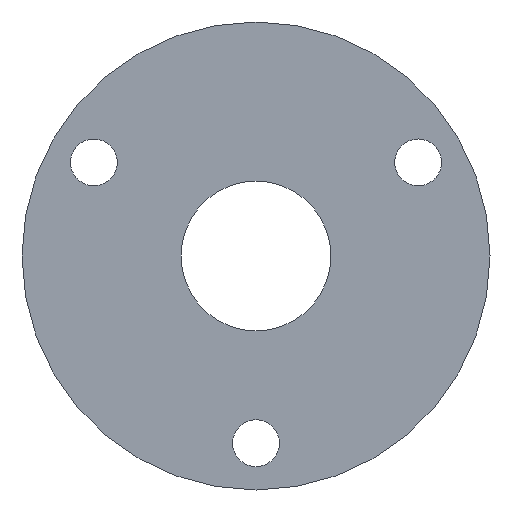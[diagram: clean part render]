
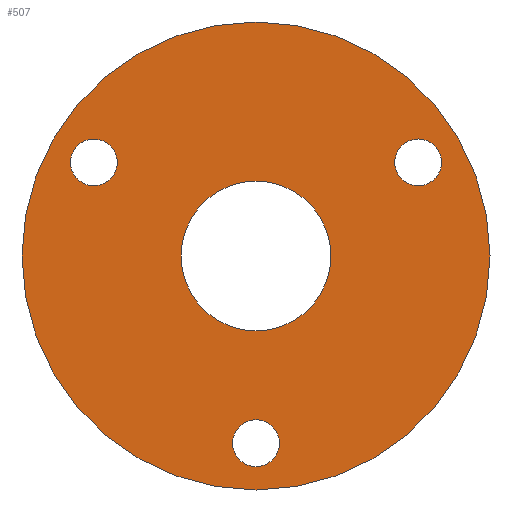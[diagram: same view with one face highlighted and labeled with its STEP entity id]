
A CAD part, front view. The second image highlights one B-rep face of the part: STEP entity #507.
In plain terms, the highlighted planar face has unit normal (0, -1, 0).
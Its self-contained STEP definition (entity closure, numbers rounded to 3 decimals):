
#3 = FACE_BOUND ( 'NONE', #176, .T. ) ;
#4 = CARTESIAN_POINT ( 'NONE',  ( 41.569, 0., 24. ) ) ;
#10 = VERTEX_POINT ( 'NONE', #29 ) ;
#11 = AXIS2_PLACEMENT_3D ( 'NONE', #432, #99, #482 ) ;
#16 = VERTEX_POINT ( 'NONE', #78 ) ;
#23 = CARTESIAN_POINT ( 'NONE',  ( 0., 0., 0. ) ) ;
#29 = CARTESIAN_POINT ( 'NONE',  ( 0., 0., 19.2 ) ) ;
#37 = DIRECTION ( 'NONE',  ( 0., 1., 0. ) ) ;
#40 = FACE_BOUND ( 'NONE', #596, .T. ) ;
#55 = AXIS2_PLACEMENT_3D ( 'NONE', #282, #378, #184 ) ;
#57 = EDGE_CURVE ( 'NONE', #178, #63, #423, .T. ) ;
#58 = EDGE_LOOP ( 'NONE', ( #402, #249 ) ) ;
#60 = CIRCLE ( 'NONE', #466, 6. ) ;
#63 = VERTEX_POINT ( 'NONE', #551 ) ;
#70 = CARTESIAN_POINT ( 'NONE',  ( 41.569, 0., 24. ) ) ;
#74 = AXIS2_PLACEMENT_3D ( 'NONE', #173, #125, #508 ) ;
#75 = ORIENTED_EDGE ( 'NONE', *, *, #474, .T. ) ;
#78 = CARTESIAN_POINT ( 'NONE',  ( 0., 0., -60. ) ) ;
#81 = DIRECTION ( 'NONE',  ( 0., 1., 0. ) ) ;
#87 = CARTESIAN_POINT ( 'NONE',  ( -41.569, 0., 18. ) ) ;
#98 = CARTESIAN_POINT ( 'NONE',  ( 0., 0., 0. ) ) ;
#99 = DIRECTION ( 'NONE',  ( 0., 1., 0. ) ) ;
#104 = ORIENTED_EDGE ( 'NONE', *, *, #133, .T. ) ;
#113 = CIRCLE ( 'NONE', #55, 19.2 ) ;
#116 = AXIS2_PLACEMENT_3D ( 'NONE', #23, #208, #543 ) ;
#122 = DIRECTION ( 'NONE',  ( 0., 1., 0. ) ) ;
#125 = DIRECTION ( 'NONE',  ( 0., 1., 0. ) ) ;
#133 = EDGE_CURVE ( 'NONE', #212, #261, #385, .T. ) ;
#134 = FACE_BOUND ( 'NONE', #58, .T. ) ;
#145 = EDGE_CURVE ( 'NONE', #10, #357, #113, .T. ) ;
#148 = DIRECTION ( 'NONE',  ( 0., 0., 1. ) ) ;
#170 = CIRCLE ( 'NONE', #116, 60. ) ;
#173 = CARTESIAN_POINT ( 'NONE',  ( 0., 0., -48. ) ) ;
#176 = EDGE_LOOP ( 'NONE', ( #453, #349 ) ) ;
#178 = VERTEX_POINT ( 'NONE', #87 ) ;
#179 = EDGE_CURVE ( 'NONE', #487, #549, #236, .T. ) ;
#184 = DIRECTION ( 'NONE',  ( 0., 0., 1. ) ) ;
#189 = EDGE_CURVE ( 'NONE', #261, #212, #437, .T. ) ;
#199 = CARTESIAN_POINT ( 'NONE',  ( 41.569, 0., 18. ) ) ;
#208 = DIRECTION ( 'NONE',  ( 0., 1., 0. ) ) ;
#211 = CARTESIAN_POINT ( 'NONE',  ( 0., 0., 0. ) ) ;
#212 = VERTEX_POINT ( 'NONE', #199 ) ;
#217 = ORIENTED_EDGE ( 'NONE', *, *, #438, .F. ) ;
#226 = CIRCLE ( 'NONE', #74, 6. ) ;
#232 = CARTESIAN_POINT ( 'NONE',  ( 0., 0., 60. ) ) ;
#234 = CARTESIAN_POINT ( 'NONE',  ( -41.569, 0., 24. ) ) ;
#236 = CIRCLE ( 'NONE', #11, 6. ) ;
#247 = DIRECTION ( 'NONE',  ( 0., 0., 1. ) ) ;
#249 = ORIENTED_EDGE ( 'NONE', *, *, #321, .T. ) ;
#253 = DIRECTION ( 'NONE',  ( 0., 1., 0. ) ) ;
#261 = VERTEX_POINT ( 'NONE', #495 ) ;
#266 = AXIS2_PLACEMENT_3D ( 'NONE', #234, #287, #479 ) ;
#271 = CARTESIAN_POINT ( 'NONE',  ( 0., 0., 0. ) ) ;
#275 = ORIENTED_EDGE ( 'NONE', *, *, #477, .F. ) ;
#278 = CARTESIAN_POINT ( 'NONE',  ( 0., 0., -42. ) ) ;
#281 = AXIS2_PLACEMENT_3D ( 'NONE', #98, #37, #595 ) ;
#282 = CARTESIAN_POINT ( 'NONE',  ( 0., 0., 0. ) ) ;
#287 = DIRECTION ( 'NONE',  ( 0., 1., 0. ) ) ;
#321 = EDGE_CURVE ( 'NONE', #63, #178, #60, .T. ) ;
#322 = FACE_BOUND ( 'NONE', #393, .T. ) ;
#324 = AXIS2_PLACEMENT_3D ( 'NONE', #271, #122, #403 ) ;
#349 = ORIENTED_EDGE ( 'NONE', *, *, #410, .T. ) ;
#357 = VERTEX_POINT ( 'NONE', #406 ) ;
#378 = DIRECTION ( 'NONE',  ( 0., 1., 0. ) ) ;
#384 = DIRECTION ( 'NONE',  ( 0., 1., 0. ) ) ;
#385 = CIRCLE ( 'NONE', #426, 6. ) ;
#393 = EDGE_LOOP ( 'NONE', ( #104, #584 ) ) ;
#398 = AXIS2_PLACEMENT_3D ( 'NONE', #211, #81, #454 ) ;
#402 = ORIENTED_EDGE ( 'NONE', *, *, #57, .T. ) ;
#403 = DIRECTION ( 'NONE',  ( 0., 0., 1. ) ) ;
#406 = CARTESIAN_POINT ( 'NONE',  ( 0., 0., -19.2 ) ) ;
#410 = EDGE_CURVE ( 'NONE', #549, #487, #226, .T. ) ;
#423 = CIRCLE ( 'NONE', #266, 6. ) ;
#426 = AXIS2_PLACEMENT_3D ( 'NONE', #4, #429, #522 ) ;
#429 = DIRECTION ( 'NONE',  ( 0., 1., 0. ) ) ;
#432 = CARTESIAN_POINT ( 'NONE',  ( 0., 0., -48. ) ) ;
#437 = CIRCLE ( 'NONE', #529, 6. ) ;
#438 = EDGE_CURVE ( 'NONE', #16, #527, #510, .T. ) ;
#453 = ORIENTED_EDGE ( 'NONE', *, *, #179, .T. ) ;
#454 = DIRECTION ( 'NONE',  ( 0., 0., 1. ) ) ;
#466 = AXIS2_PLACEMENT_3D ( 'NONE', #535, #384, #148 ) ;
#474 = EDGE_CURVE ( 'NONE', #357, #10, #586, .T. ) ;
#477 = EDGE_CURVE ( 'NONE', #527, #16, #170, .T. ) ;
#479 = DIRECTION ( 'NONE',  ( 0., 0., 1. ) ) ;
#482 = DIRECTION ( 'NONE',  ( 0., 0., 1. ) ) ;
#487 = VERTEX_POINT ( 'NONE', #581 ) ;
#495 = CARTESIAN_POINT ( 'NONE',  ( 41.569, 0., 30. ) ) ;
#507 = ADVANCED_FACE ( 'NONE', ( #40, #554, #322, #3, #134 ), #597, .F. ) ;
#508 = DIRECTION ( 'NONE',  ( 0., 0., 1. ) ) ;
#510 = CIRCLE ( 'NONE', #398, 60. ) ;
#522 = DIRECTION ( 'NONE',  ( 0., 0., 1. ) ) ;
#527 = VERTEX_POINT ( 'NONE', #232 ) ;
#529 = AXIS2_PLACEMENT_3D ( 'NONE', #70, #253, #247 ) ;
#535 = CARTESIAN_POINT ( 'NONE',  ( -41.569, 0., 24. ) ) ;
#538 = ORIENTED_EDGE ( 'NONE', *, *, #145, .T. ) ;
#543 = DIRECTION ( 'NONE',  ( 0., 0., 1. ) ) ;
#549 = VERTEX_POINT ( 'NONE', #278 ) ;
#551 = CARTESIAN_POINT ( 'NONE',  ( -41.569, 0., 30. ) ) ;
#554 = FACE_OUTER_BOUND ( 'NONE', #588, .T. ) ;
#581 = CARTESIAN_POINT ( 'NONE',  ( 0., 0., -54. ) ) ;
#584 = ORIENTED_EDGE ( 'NONE', *, *, #189, .T. ) ;
#586 = CIRCLE ( 'NONE', #324, 19.2 ) ;
#588 = EDGE_LOOP ( 'NONE', ( #217, #275 ) ) ;
#595 = DIRECTION ( 'NONE',  ( 0., 0., 1. ) ) ;
#596 = EDGE_LOOP ( 'NONE', ( #75, #538 ) ) ;
#597 = PLANE ( 'NONE',  #281 ) ;
